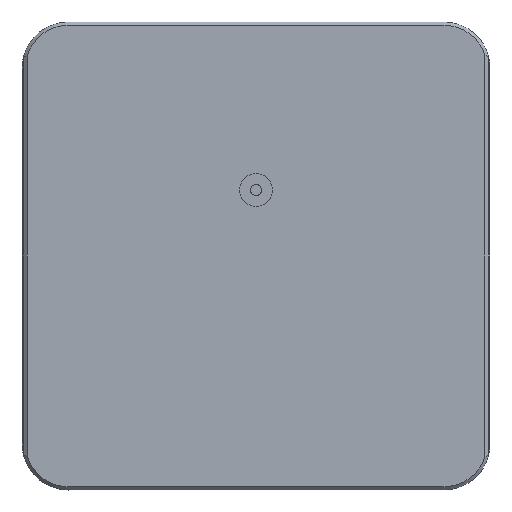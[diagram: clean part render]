
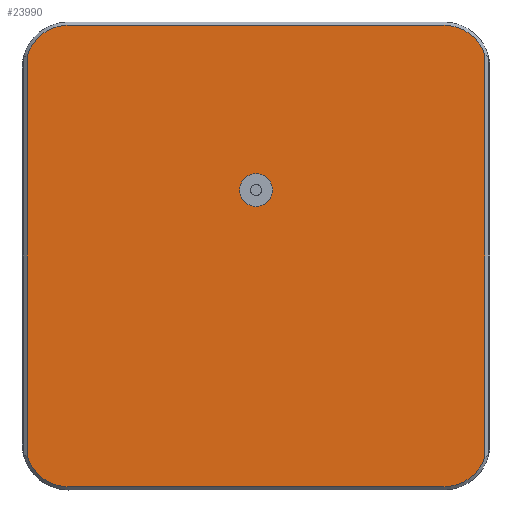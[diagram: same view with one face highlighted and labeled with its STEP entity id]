
A CAD part, front view. The second image highlights one B-rep face of the part: STEP entity #23990.
In plain terms, the highlighted planar face has unit normal (0, -1, 0).
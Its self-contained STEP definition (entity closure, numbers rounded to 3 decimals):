
#62 = DIRECTION ( 'NONE',  ( 0., -1., 0. ) ) ;
#305 = CARTESIAN_POINT ( 'NONE',  ( 14.25, -1., -19.249 ) ) ;
#696 = DIRECTION ( 'NONE',  ( 0., 0., -1. ) ) ;
#965 = LINE ( 'NONE', #12451, #25317 ) ;
#1421 = ORIENTED_EDGE ( 'NONE', *, *, #12509, .T. ) ;
#1522 = CARTESIAN_POINT ( 'NONE',  ( 0., -1., -1.25 ) ) ;
#1669 = CIRCLE ( 'NONE', #23171, 3.25 ) ;
#1996 = AXIS2_PLACEMENT_3D ( 'NONE', #19834, #16019, #3808 ) ;
#1997 = DIRECTION ( 'NONE',  ( -1., 0., 0. ) ) ;
#2314 = EDGE_CURVE ( 'NONE', #13421, #11112, #12575, .T. ) ;
#2665 = ORIENTED_EDGE ( 'NONE', *, *, #18217, .T. ) ;
#2782 = CARTESIAN_POINT ( 'NONE',  ( -14.25, -1., -19.249 ) ) ;
#3094 = ORIENTED_EDGE ( 'NONE', *, *, #18083, .T. ) ;
#3134 = CARTESIAN_POINT ( 'NONE',  ( 14.25, -1., 12.501 ) ) ;
#3433 = AXIS2_PLACEMENT_3D ( 'NONE', #20623, #12798, #12713 ) ;
#3756 = FACE_BOUND ( 'NONE', #21798, .T. ) ;
#3808 = DIRECTION ( 'NONE',  ( 0., 0., -1. ) ) ;
#4303 = VECTOR ( 'NONE', #1997, 1000. ) ;
#4589 = CARTESIAN_POINT ( 'NONE',  ( -17.358, -1., 10.2 ) ) ;
#4801 = CARTESIAN_POINT ( 'NONE',  ( 0., -1., 1.25 ) ) ;
#5114 = AXIS2_PLACEMENT_3D ( 'NONE', #5419, #21040, #13383 ) ;
#5246 = ORIENTED_EDGE ( 'NONE', *, *, #19177, .T. ) ;
#5419 = CARTESIAN_POINT ( 'NONE',  ( -14.25, -1., 9.251 ) ) ;
#5813 = DIRECTION ( 'NONE',  ( 0., 0., 1. ) ) ;
#5948 = CARTESIAN_POINT ( 'NONE',  ( 0., -1., 12.501 ) ) ;
#6496 = VERTEX_POINT ( 'NONE', #20660 ) ;
#6523 = VERTEX_POINT ( 'NONE', #19021 ) ;
#7044 = LINE ( 'NONE', #10889, #11731 ) ;
#7101 = ORIENTED_EDGE ( 'NONE', *, *, #2314, .T. ) ;
#7428 = CARTESIAN_POINT ( 'NONE',  ( 0., -1., 0. ) ) ;
#7707 = EDGE_CURVE ( 'NONE', #14912, #13867, #25496, .T. ) ;
#8267 = CARTESIAN_POINT ( 'NONE',  ( -14.25, -1., 12.501 ) ) ;
#8941 = CIRCLE ( 'NONE', #5114, 3.25 ) ;
#8993 = EDGE_LOOP ( 'NONE', ( #13342, #23539, #10982, #10811, #3094, #16810, #5246, #2665 ) ) ;
#9291 = CIRCLE ( 'NONE', #1996, 1.25 ) ;
#10066 = VERTEX_POINT ( 'NONE', #13697 ) ;
#10811 = ORIENTED_EDGE ( 'NONE', *, *, #7707, .T. ) ;
#10889 = CARTESIAN_POINT ( 'NONE',  ( 0., -1., -22.499 ) ) ;
#10982 = ORIENTED_EDGE ( 'NONE', *, *, #17587, .T. ) ;
#11005 = DIRECTION ( 'NONE',  ( 0., -1., 0. ) ) ;
#11112 = VERTEX_POINT ( 'NONE', #4801 ) ;
#11224 = FACE_OUTER_BOUND ( 'NONE', #8993, .T. ) ;
#11731 = VECTOR ( 'NONE', #22475, 1000. ) ;
#11751 = CARTESIAN_POINT ( 'NONE',  ( 0., -1., 25. ) ) ;
#11842 = DIRECTION ( 'NONE',  ( 0., 0., -1. ) ) ;
#12451 = CARTESIAN_POINT ( 'NONE',  ( -17.358, -1., 0. ) ) ;
#12509 = EDGE_CURVE ( 'NONE', #11112, #13421, #9291, .T. ) ;
#12575 = CIRCLE ( 'NONE', #12696, 1.25 ) ;
#12696 = AXIS2_PLACEMENT_3D ( 'NONE', #7428, #17059, #23014 ) ;
#12713 = DIRECTION ( 'NONE',  ( -1., 0., 0. ) ) ;
#12798 = DIRECTION ( 'NONE',  ( 0., -1., 0. ) ) ;
#13342 = ORIENTED_EDGE ( 'NONE', *, *, #13849, .T. ) ;
#13383 = DIRECTION ( 'NONE',  ( -1., 0., 0. ) ) ;
#13421 = VERTEX_POINT ( 'NONE', #1522 ) ;
#13625 = CARTESIAN_POINT ( 'NONE',  ( -14.25, -1., -22.499 ) ) ;
#13697 = CARTESIAN_POINT ( 'NONE',  ( 17.342, -1., 10.252 ) ) ;
#13849 = EDGE_CURVE ( 'NONE', #19006, #6496, #1669, .T. ) ;
#13867 = VERTEX_POINT ( 'NONE', #8267 ) ;
#14912 = VERTEX_POINT ( 'NONE', #3134 ) ;
#15667 = AXIS2_PLACEMENT_3D ( 'NONE', #11751, #17965, #11842 ) ;
#16019 = DIRECTION ( 'NONE',  ( 0., 1., 0. ) ) ;
#16350 = CARTESIAN_POINT ( 'NONE',  ( 14.25, -1., -22.499 ) ) ;
#16810 = ORIENTED_EDGE ( 'NONE', *, *, #17503, .F. ) ;
#16982 = DIRECTION ( 'NONE',  ( -1., 0., 0. ) ) ;
#17059 = DIRECTION ( 'NONE',  ( 0., 1., 0. ) ) ;
#17503 = EDGE_CURVE ( 'NONE', #6523, #20692, #965, .T. ) ;
#17587 = EDGE_CURVE ( 'NONE', #10066, #14912, #24058, .T. ) ;
#17965 = DIRECTION ( 'NONE',  ( 0., -1., 0. ) ) ;
#18078 = DIRECTION ( 'NONE',  ( -1., 0., 0. ) ) ;
#18083 = EDGE_CURVE ( 'NONE', #13867, #20692, #8941, .T. ) ;
#18217 = EDGE_CURVE ( 'NONE', #23428, #19006, #7044, .T. ) ;
#18875 = CARTESIAN_POINT ( 'NONE',  ( 17.342, -1., 0. ) ) ;
#19006 = VERTEX_POINT ( 'NONE', #16350 ) ;
#19021 = CARTESIAN_POINT ( 'NONE',  ( -17.358, -1., -20.199 ) ) ;
#19121 = VECTOR ( 'NONE', #696, 1000. ) ;
#19177 = EDGE_CURVE ( 'NONE', #6523, #23428, #21927, .T. ) ;
#19834 = CARTESIAN_POINT ( 'NONE',  ( 0., -1., 0. ) ) ;
#20623 = CARTESIAN_POINT ( 'NONE',  ( 14.25, -1., 9.251 ) ) ;
#20660 = CARTESIAN_POINT ( 'NONE',  ( 17.342, -1., -20.251 ) ) ;
#20662 = LINE ( 'NONE', #18875, #19121 ) ;
#20692 = VERTEX_POINT ( 'NONE', #4589 ) ;
#21040 = DIRECTION ( 'NONE',  ( 0., -1., 0. ) ) ;
#21798 = EDGE_LOOP ( 'NONE', ( #7101, #1421 ) ) ;
#21927 = CIRCLE ( 'NONE', #23859, 3.25 ) ;
#22353 = EDGE_CURVE ( 'NONE', #10066, #6496, #20662, .T. ) ;
#22475 = DIRECTION ( 'NONE',  ( 1., 0., 0. ) ) ;
#23014 = DIRECTION ( 'NONE',  ( 0., 0., -1. ) ) ;
#23171 = AXIS2_PLACEMENT_3D ( 'NONE', #305, #62, #18078 ) ;
#23428 = VERTEX_POINT ( 'NONE', #13625 ) ;
#23539 = ORIENTED_EDGE ( 'NONE', *, *, #22353, .F. ) ;
#23859 = AXIS2_PLACEMENT_3D ( 'NONE', #2782, #11005, #16982 ) ;
#23990 = ADVANCED_FACE ( 'NONE', ( #11224, #3756 ), #25672, .T. ) ;
#24058 = CIRCLE ( 'NONE', #3433, 3.25 ) ;
#25317 = VECTOR ( 'NONE', #5813, 1000. ) ;
#25496 = LINE ( 'NONE', #5948, #4303 ) ;
#25672 = PLANE ( 'NONE',  #15667 ) ;
